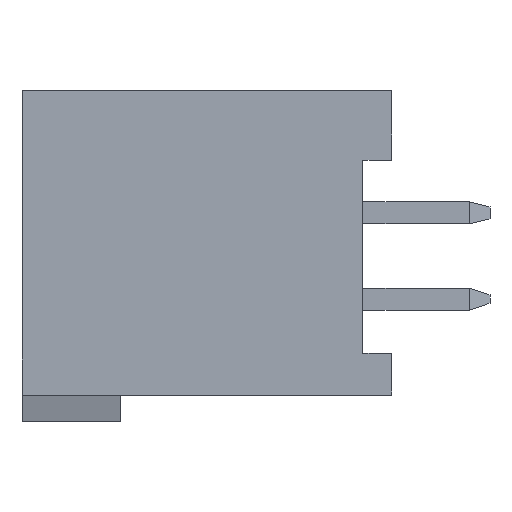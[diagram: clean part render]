
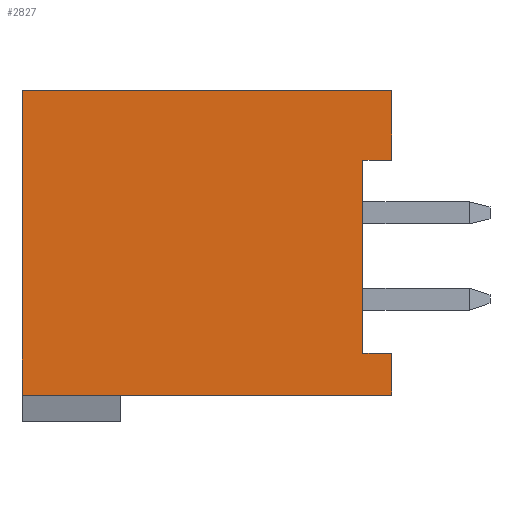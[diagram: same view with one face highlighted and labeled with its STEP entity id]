
A CAD part, left-side view. The second image highlights one B-rep face of the part: STEP entity #2827.
In plain terms, the highlighted planar face has unit normal (-1, 0, 0).
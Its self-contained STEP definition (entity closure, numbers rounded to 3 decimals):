
#485=DIRECTION('',(0.,0.,1.));
#486=VECTOR('',#485,2.05);
#487=CARTESIAN_POINT('',(-4.98,-5.45,2.825));
#488=LINE('',#487,#486);
#505=DIRECTION('',(0.,0.,1.));
#506=VECTOR('',#505,1.225);
#507=CARTESIAN_POINT('',(-4.98,-5.45,-4.1));
#508=LINE('',#507,#506);
#529=DIRECTION('',(0.,-1.,0.));
#530=VECTOR('',#529,10.9);
#531=CARTESIAN_POINT('',(-4.98,5.45,-4.1));
#532=LINE('',#531,#530);
#533=DIRECTION('',(0.,0.,1.));
#534=VECTOR('',#533,8.975);
#535=CARTESIAN_POINT('',(-4.98,5.45,-4.1));
#536=LINE('',#535,#534);
#537=DIRECTION('',(0.,1.,0.));
#538=VECTOR('',#537,0.85);
#539=CARTESIAN_POINT('',(-4.98,-5.45,2.825));
#540=LINE('',#539,#538);
#541=DIRECTION('',(0.,0.,1.));
#542=VECTOR('',#541,5.7);
#543=CARTESIAN_POINT('',(-4.98,-4.6,-2.875));
#544=LINE('',#543,#542);
#545=DIRECTION('',(0.,1.,0.));
#546=VECTOR('',#545,0.85);
#547=CARTESIAN_POINT('',(-4.98,-5.45,-2.875));
#548=LINE('',#547,#546);
#553=DIRECTION('',(0.,-1.,0.));
#554=VECTOR('',#553,10.9);
#555=CARTESIAN_POINT('',(-4.98,5.45,4.875));
#556=LINE('',#555,#554);
#1625=CARTESIAN_POINT('',(-4.98,5.45,4.875));
#1626=CARTESIAN_POINT('',(-4.98,-5.45,4.875));
#1627=VERTEX_POINT('',#1625);
#1628=VERTEX_POINT('',#1626);
#1645=CARTESIAN_POINT('',(-4.98,-5.45,-2.875));
#1646=CARTESIAN_POINT('',(-4.98,-4.6,-2.875));
#1647=VERTEX_POINT('',#1645);
#1648=VERTEX_POINT('',#1646);
#1649=CARTESIAN_POINT('',(-4.98,-4.6,2.825));
#1650=VERTEX_POINT('',#1649);
#1651=CARTESIAN_POINT('',(-4.98,-5.45,2.825));
#1652=VERTEX_POINT('',#1651);
#1739=CARTESIAN_POINT('',(-4.98,5.45,-4.1));
#1740=CARTESIAN_POINT('',(-4.98,-5.45,-4.1));
#1741=VERTEX_POINT('',#1739);
#1742=VERTEX_POINT('',#1740);
#2810=CARTESIAN_POINT('',(-4.98,5.45,-4.875));
#2811=DIRECTION('',(-1.,0.,0.));
#2812=DIRECTION('',(0.,-1.,0.));
#2813=AXIS2_PLACEMENT_3D('',#2810,#2811,#2812);
#2814=PLANE('',#2813);
#2815=ORIENTED_EDGE('',*,*,#2335,.F.);
#2816=ORIENTED_EDGE('',*,*,#2223,.T.);
#2818=ORIENTED_EDGE('',*,*,#2817,.T.);
#2819=ORIENTED_EDGE('',*,*,#2762,.F.);
#2820=ORIENTED_EDGE('',*,*,#2603,.T.);
#2821=ORIENTED_EDGE('',*,*,#2644,.F.);
#2823=ORIENTED_EDGE('',*,*,#2822,.F.);
#2824=ORIENTED_EDGE('',*,*,#2789,.F.);
#2825=EDGE_LOOP('',(#2815,#2816,#2818,#2819,#2820,#2821,#2823,#2824));
#2826=FACE_OUTER_BOUND('',#2825,.F.);
#2827=ADVANCED_FACE('',(#2826),#2814,.T.);
#2223=EDGE_CURVE('',#1741,#1627,#536,.T.);
#2335=EDGE_CURVE('',#1741,#1742,#532,.T.);
#2603=EDGE_CURVE('',#1652,#1650,#540,.T.);
#2644=EDGE_CURVE('',#1648,#1650,#544,.T.);
#2762=EDGE_CURVE('',#1652,#1628,#488,.T.);
#2789=EDGE_CURVE('',#1742,#1647,#508,.T.);
#2817=EDGE_CURVE('',#1627,#1628,#556,.T.);
#2822=EDGE_CURVE('',#1647,#1648,#548,.T.);
